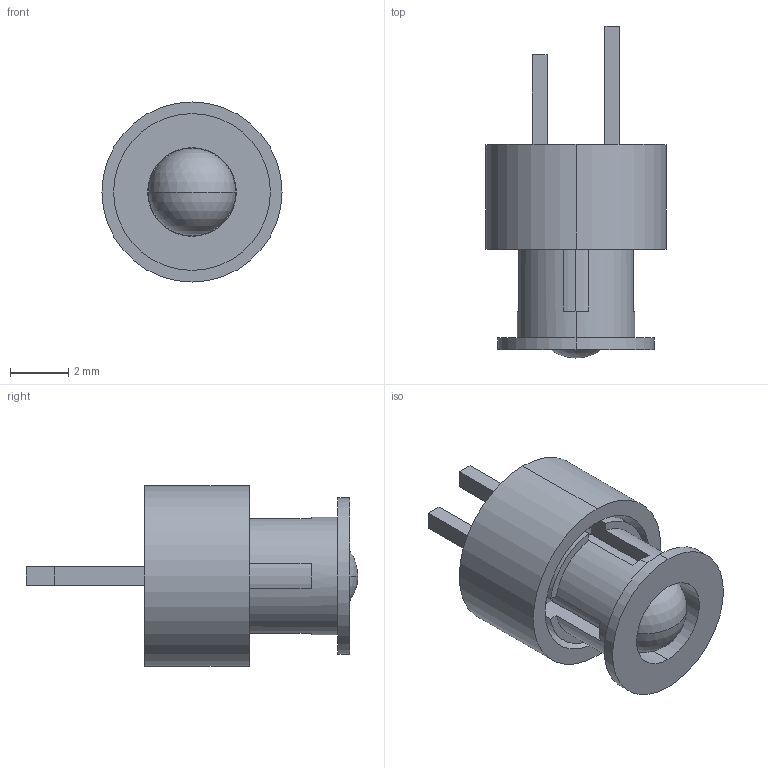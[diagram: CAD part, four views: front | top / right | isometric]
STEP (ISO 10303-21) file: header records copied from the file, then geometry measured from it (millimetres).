
FILE_DESCRIPTION (( 'STEP AP214' ), '1' );
FILE_NAME ('4303MC.STEP', '2018-01-26T00:16:37', ( '' ), ( '' ), 'SwSTEP 2.0', 'SolidWorks 2016', '' );
FILE_SCHEMA (( 'AUTOMOTIVE_DESIGN' ));
Length unit declared in the file: foot
Products named in the file (4): RING for 4303MC; 4303MC; CLIP for 4303MC; 3MM LED - FLANGE
Assembly tree (3 placements, depth 2):
  4303MC
    CLIP for 4303MC
    RING for 4303MC
    3MM LED - FLANGE
Bounding box: 6.2 x 11.43 x 6.2 mm (x, y, z)
Volume: 111.5 mm3; surface area: 397.3 mm2
Topology: 3 solids, 3 shells, 94 faces, 236 edges, 149 vertices
Faces by surface type: plane 40, cone 32, cylinder 20, sphere 2
Entity records: 3002 total; most frequent: CARTESIAN_POINT 531, DIRECTION 512, ORIENTED_EDGE 468, EDGE_CURVE 234, AXIS2_PLACEMENT_3D 194, VERTEX_POINT 149, VECTOR 124, LINE 124
